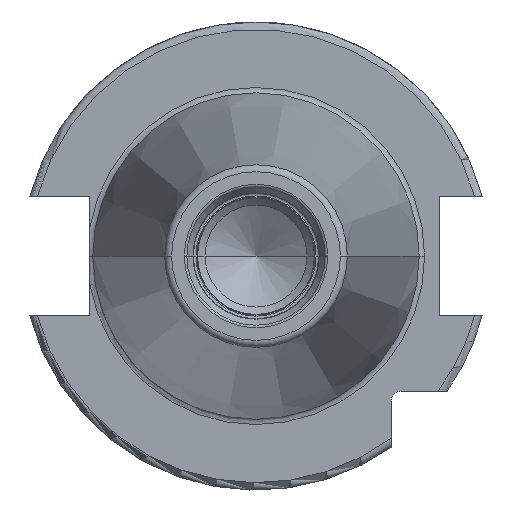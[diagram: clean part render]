
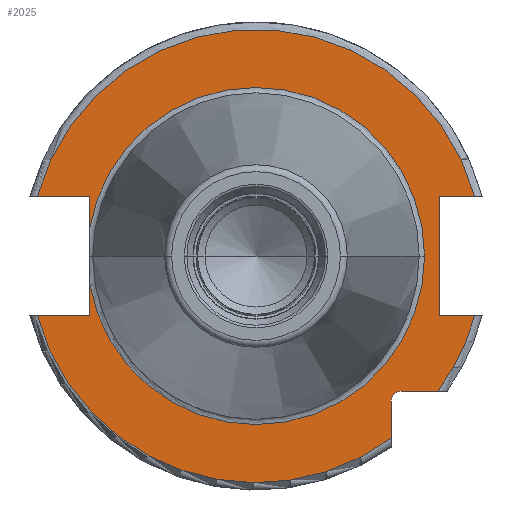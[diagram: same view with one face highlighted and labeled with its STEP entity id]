
A CAD part, left-side view. The second image highlights one B-rep face of the part: STEP entity #2025.
In plain terms, the highlighted planar face has unit normal (-1, 0, 0).
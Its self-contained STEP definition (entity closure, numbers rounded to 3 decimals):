
#117=CARTESIAN_POINT('',(3.2,0.,0.));
#118=DIRECTION('',(-1.,0.,0.));
#119=DIRECTION('',(0.,0.986,-0.168));
#120=AXIS2_PLACEMENT_3D('',#117,#118,#119);
#357=DIRECTION('',(0.,-1.,0.));
#358=VECTOR('',#357,4.99);
#359=CARTESIAN_POINT('',(3.2,-19.7,-18.35));
#360=LINE('',#359,#358);
#361=DIRECTION('',(0.,0.,1.));
#362=VECTOR('',#361,4.99);
#363=CARTESIAN_POINT('',(3.2,-18.35,-24.69));
#364=LINE('',#363,#362);
#365=CARTESIAN_POINT('',(3.2,0.,0.));
#366=DIRECTION('',(-1.,0.,0.));
#367=DIRECTION('',(0.,0.965,-0.263));
#368=AXIS2_PLACEMENT_3D('',#365,#366,#367);
#370=DIRECTION('',(0.,-1.,0.));
#371=VECTOR('',#370,7.127);
#372=CARTESIAN_POINT('',(3.2,29.677,-8.1));
#373=LINE('',#372,#371);
#374=DIRECTION('',(0.,0.,-1.));
#375=VECTOR('',#374,4.258);
#376=CARTESIAN_POINT('',(3.2,22.55,-3.842));
#377=LINE('',#376,#375);
#378=DIRECTION('',(0.,0.,-1.));
#379=VECTOR('',#378,4.258);
#380=CARTESIAN_POINT('',(3.2,22.55,8.1));
#381=LINE('',#380,#379);
#382=DIRECTION('',(0.,-1.,0.));
#383=VECTOR('',#382,7.127);
#384=CARTESIAN_POINT('',(3.2,29.677,8.1));
#385=LINE('',#384,#383);
#386=CARTESIAN_POINT('',(3.2,0.,0.));
#387=DIRECTION('',(1.,0.,0.));
#388=DIRECTION('',(0.,0.965,0.263));
#389=AXIS2_PLACEMENT_3D('',#386,#387,#388);
#391=DIRECTION('',(0.,1.,0.));
#392=VECTOR('',#391,4.827);
#393=CARTESIAN_POINT('',(3.2,-29.677,8.1));
#394=LINE('',#393,#392);
#395=DIRECTION('',(0.,0.,1.));
#396=VECTOR('',#395,16.2);
#397=CARTESIAN_POINT('',(3.2,-24.85,-8.1));
#398=LINE('',#397,#396);
#399=DIRECTION('',(0.,1.,0.));
#400=VECTOR('',#399,4.827);
#401=CARTESIAN_POINT('',(3.2,-29.677,-8.1));
#402=LINE('',#401,#400);
#403=CARTESIAN_POINT('',(3.2,0.,0.));
#404=DIRECTION('',(-1.,0.,0.));
#405=DIRECTION('',(0.,-0.803,-0.597));
#406=AXIS2_PLACEMENT_3D('',#403,#404,#405);
#417=CARTESIAN_POINT('',(3.2,-19.7,-19.7));
#418=DIRECTION('',(1.,0.,0.));
#419=DIRECTION('',(0.,1.,0.));
#420=AXIS2_PLACEMENT_3D('',#417,#418,#419);
#1145=CARTESIAN_POINT('',(3.2,0.,0.));
#1146=DIRECTION('',(1.,0.,0.));
#1147=DIRECTION('',(0.,0.986,0.168));
#1148=AXIS2_PLACEMENT_3D('',#1145,#1146,#1147);
#1368=CARTESIAN_POINT('',(3.2,-22.875,0.));
#1370=VERTEX_POINT('',#1368);
#1510=CARTESIAN_POINT('',(3.2,29.677,8.1));
#1511=CARTESIAN_POINT('',(3.2,22.55,8.1));
#1512=VERTEX_POINT('',#1510);
#1513=VERTEX_POINT('',#1511);
#1514=CARTESIAN_POINT('',(3.2,22.55,3.842));
#1515=VERTEX_POINT('',#1514);
#1516=CARTESIAN_POINT('',(3.2,22.55,-3.842));
#1517=CARTESIAN_POINT('',(3.2,22.55,-8.1));
#1518=VERTEX_POINT('',#1516);
#1519=VERTEX_POINT('',#1517);
#1520=CARTESIAN_POINT('',(3.2,29.677,-8.1));
#1521=VERTEX_POINT('',#1520);
#1522=CARTESIAN_POINT('',(3.2,-29.677,-8.1));
#1523=CARTESIAN_POINT('',(3.2,-24.85,-8.1));
#1524=VERTEX_POINT('',#1522);
#1525=VERTEX_POINT('',#1523);
#1526=CARTESIAN_POINT('',(3.2,-24.85,8.1));
#1527=VERTEX_POINT('',#1526);
#1528=CARTESIAN_POINT('',(3.2,-29.677,8.1));
#1529=VERTEX_POINT('',#1528);
#1555=CARTESIAN_POINT('',(3.2,-18.35,-24.69));
#1556=VERTEX_POINT('',#1555);
#1563=CARTESIAN_POINT('',(3.2,-19.7,-18.35));
#1564=CARTESIAN_POINT('',(3.2,-24.69,-18.35));
#1565=VERTEX_POINT('',#1563);
#1566=VERTEX_POINT('',#1564);
#1567=CARTESIAN_POINT('',(3.2,-18.35,-19.7));
#1568=VERTEX_POINT('',#1567);
#1994=CARTESIAN_POINT('',(3.2,0.,0.));
#1995=DIRECTION('',(1.,0.,0.));
#1996=DIRECTION('',(0.,-1.,0.));
#1997=AXIS2_PLACEMENT_3D('',#1994,#1995,#1996);
#1998=PLANE('',#1997);
#2000=ORIENTED_EDGE('',*,*,#1999,.F.);
#2002=ORIENTED_EDGE('',*,*,#2001,.F.);
#2004=ORIENTED_EDGE('',*,*,#2003,.F.);
#2005=ORIENTED_EDGE('',*,*,#1971,.F.);
#2006=ORIENTED_EDGE('',*,*,#1797,.T.);
#2007=ORIENTED_EDGE('',*,*,#1784,.F.);
#2008=ORIENTED_EDGE('',*,*,#1761,.T.);
#2010=ORIENTED_EDGE('',*,*,#2009,.F.);
#2011=ORIENTED_EDGE('',*,*,#1779,.F.);
#2013=ORIENTED_EDGE('',*,*,#2012,.F.);
#2015=ORIENTED_EDGE('',*,*,#2014,.T.);
#2017=ORIENTED_EDGE('',*,*,#2016,.T.);
#2019=ORIENTED_EDGE('',*,*,#2018,.F.);
#2021=ORIENTED_EDGE('',*,*,#2020,.F.);
#2022=ORIENTED_EDGE('',*,*,#1989,.F.);
#2023=EDGE_LOOP('',(#2000,#2002,#2004,#2005,#2006,#2007,#2008,#2010,#2011,#2013,
#2015,#2017,#2019,#2021,#2022));
#2024=FACE_OUTER_BOUND('',#2023,.F.);
#2025=ADVANCED_FACE('',(#2024),#1998,.F.);
#121=CIRCLE('',#120,22.875);
#369=CIRCLE('',#368,30.763);
#390=CIRCLE('',#389,30.763);
#407=CIRCLE('',#406,30.763);
#421=CIRCLE('',#420,1.35);
#1149=CIRCLE('',#1148,22.875);
#1761=EDGE_CURVE('',#1518,#1370,#121,.T.);
#1779=EDGE_CURVE('',#1513,#1515,#381,.T.);
#1784=EDGE_CURVE('',#1518,#1519,#377,.T.);
#1797=EDGE_CURVE('',#1521,#1519,#373,.T.);
#1971=EDGE_CURVE('',#1521,#1556,#369,.T.);
#1989=EDGE_CURVE('',#1566,#1524,#407,.T.);
#1999=EDGE_CURVE('',#1565,#1566,#360,.T.);
#2001=EDGE_CURVE('',#1568,#1565,#421,.T.);
#2003=EDGE_CURVE('',#1556,#1568,#364,.T.);
#2009=EDGE_CURVE('',#1515,#1370,#1149,.T.);
#2012=EDGE_CURVE('',#1512,#1513,#385,.T.);
#2014=EDGE_CURVE('',#1512,#1529,#390,.T.);
#2016=EDGE_CURVE('',#1529,#1527,#394,.T.);
#2018=EDGE_CURVE('',#1525,#1527,#398,.T.);
#2020=EDGE_CURVE('',#1524,#1525,#402,.T.);
